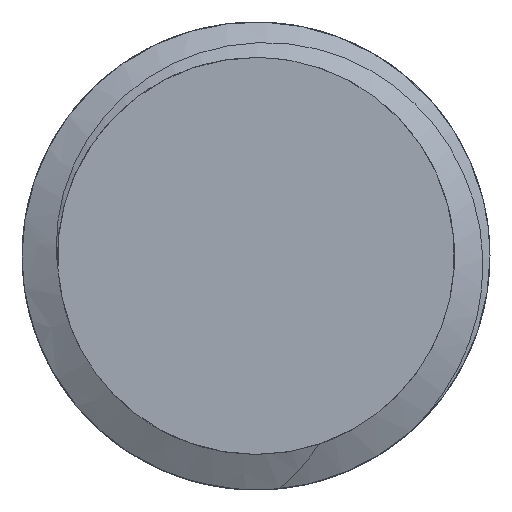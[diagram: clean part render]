
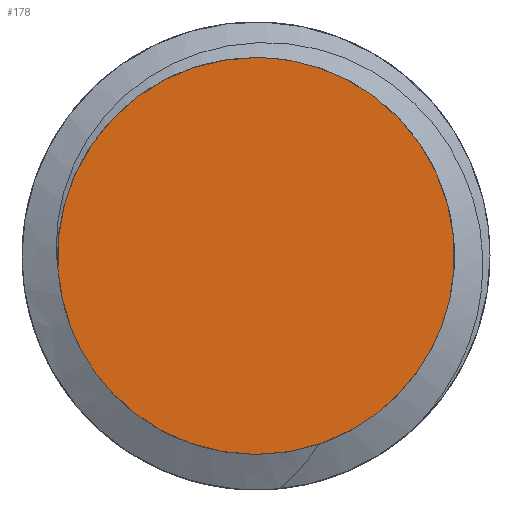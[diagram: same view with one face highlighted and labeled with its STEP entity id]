
A CAD part, front view. The second image highlights one B-rep face of the part: STEP entity #178.
In plain terms, the highlighted free-form (B-spline) face has degree [1, 1] with [2, 2] control points.
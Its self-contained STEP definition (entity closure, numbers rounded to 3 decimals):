
#159=CARTESIAN_POINT('',(9.475,-2.,9.475));
#160=CARTESIAN_POINT('',(9.475,-2.,-9.475));
#161=CARTESIAN_POINT('',(-9.475,-2.,9.475));
#162=CARTESIAN_POINT('',(-9.475,-2.,-9.475));
#163=B_SPLINE_SURFACE_WITH_KNOTS('',1,1,((#159,#160),(#161,#162)),.PLANE_SURF.,.F.,.F.,.U.,(2,2),(2,2),(0.,1.),(0.,1.),.UNSPECIFIED.);
#164=CARTESIAN_POINT('',(0.,-2.,3.35));
#165=VERTEX_POINT('',#164);
#166=CARTESIAN_POINT('',(0.,-2.,3.35));
#167=CARTESIAN_POINT('',(-5.802,-2.,3.35));
#168=CARTESIAN_POINT('',(-2.901,-2.,-1.675));
#169=CARTESIAN_POINT('',(0.,-2.,-6.7));
#170=CARTESIAN_POINT('',(2.901,-2.,-1.675));
#171=CARTESIAN_POINT('',(5.802,-2.,3.35));
#172=CARTESIAN_POINT('',(0.,-2.,3.35));
#173=(BOUNDED_CURVE()B_SPLINE_CURVE(2,(#166,#167,#168,#169,#170,#171,#172),.CIRCULAR_ARC.,.T.,.U.)B_SPLINE_CURVE_WITH_KNOTS((3,2,2,3),(0.,0.333,0.667,1.),.UNSPECIFIED.)CURVE()GEOMETRIC_REPRESENTATION_ITEM()RATIONAL_B_SPLINE_CURVE((1.,0.5,1.,0.5,1.,0.5,1.))REPRESENTATION_ITEM(''));
#174=EDGE_CURVE('',#165,#165,#173,.T.);
#175=ORIENTED_EDGE('',*,*,#174,.T.);
#176=EDGE_LOOP('',(#175));
#177=FACE_OUTER_BOUND('',#176,.T.);
#178=ADVANCED_FACE('',(#177),#163,.T.);
